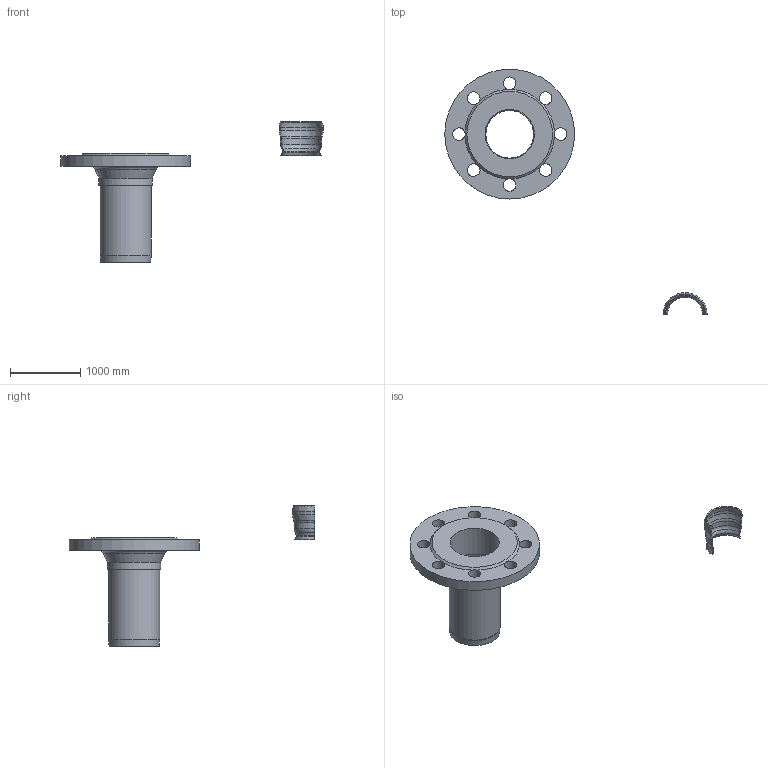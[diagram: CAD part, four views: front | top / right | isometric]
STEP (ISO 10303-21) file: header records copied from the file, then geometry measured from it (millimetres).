
FILE_DESCRIPTION(/* description */ (''),/* implementation_level */ '2;1');
FILE_NAME(/* name */ '82561.070X_3D.stp',/* time_stamp */ '2024-12-11T08:40:00+01:00',/* author */ ('CAD'),/* organization */ (''),/* preprocessor_version */ 'ST-DEVELOPER v20',/* originating_system */ 'AutoCAD Mechanical',/* authorisation */ '');
FILE_SCHEMA (('AUTOMOTIVE_DESIGN { 1 0 10303 214 3 1 1 }'));
Length unit declared in the file: centimetre
Products named in the file (2): Product; *S0
Assembly tree (1 placements, depth 2):
  Product
    *S0
Bounding box: 3741.15 x 3500.33 x 2010 mm (x, y, z)
Volume: 441610433 mm3; surface area: 16109844.3 mm2
Topology: 6 solids, 6 shells, 123 faces, 350 edges, 233 vertices
Faces by surface type: torus 36, cylinder 33, cone 20, plane 18, bspline 16
Full cylindrical faces by diameter (mm): 180 x8, 698 x1, 703 x1, 730 x1, 761 x1, 1850 x1
Entity records: 4504 total; most frequent: CARTESIAN_POINT 1040, DIRECTION 805, ORIENTED_EDGE 700, AXIS2_PLACEMENT_3D 354, EDGE_CURVE 350, CIRCLE 243, VERTEX_POINT 233, EDGE_LOOP 137
